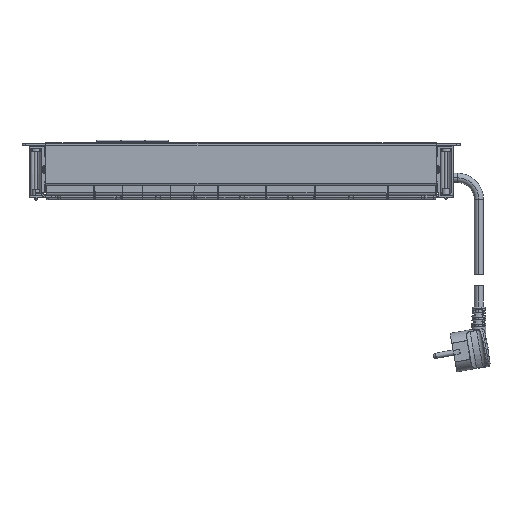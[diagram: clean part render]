
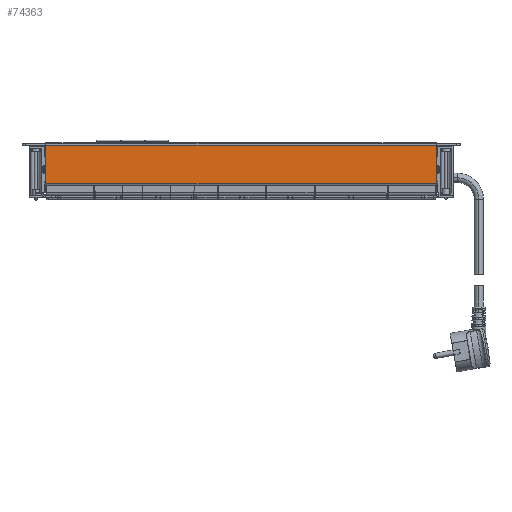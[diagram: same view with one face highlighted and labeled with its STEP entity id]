
A CAD part, front view. The second image highlights one B-rep face of the part: STEP entity #74363.
In plain terms, the highlighted planar face has unit normal (0, -1, 0).
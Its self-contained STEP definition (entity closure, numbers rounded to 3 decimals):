
#74350=AXIS2_PLACEMENT_3D('Plane Axis2P3D',#74347,#74348,#74349) ;
#72603=CARTESIAN_POINT('Vertex',(337.51,-32.498,43.5)) ;
#72606=CARTESIAN_POINT('Line Origine',(337.51,-32.498,22.75)) ;
#72610=CARTESIAN_POINT('Vertex',(337.51,-32.498,7.701)) ;
#72966=CARTESIAN_POINT('Vertex',(-24.49,-32.498,7.701)) ;
#72969=CARTESIAN_POINT('Line Origine',(-24.49,-32.498,22.75)) ;
#72973=CARTESIAN_POINT('Vertex',(-24.49,-32.498,43.5)) ;
#74335=CARTESIAN_POINT('Line Origine',(180.005,-32.498,7.701)) ;
#74347=CARTESIAN_POINT('Axis2P3D Location',(157.21,-32.498,7.701)) ;
#74352=CARTESIAN_POINT('Line Origine',(156.51,-32.498,43.5)) ;
#72607=DIRECTION('Vector Direction',(0.,0.,1.)) ;
#72970=DIRECTION('Vector Direction',(0.,0.,1.)) ;
#74336=DIRECTION('Vector Direction',(1.,0.,0.)) ;
#74348=DIRECTION('Axis2P3D Direction',(0.,1.,-0.)) ;
#74349=DIRECTION('Axis2P3D XDirection',(0.,0.,1.)) ;
#74353=DIRECTION('Vector Direction',(1.,0.,0.)) ;
#72608=VECTOR('Line Direction',#72607,1.) ;
#72971=VECTOR('Line Direction',#72970,1.) ;
#74337=VECTOR('Line Direction',#74336,1.) ;
#74354=VECTOR('Line Direction',#74353,1.) ;
#74358=ORIENTED_EDGE('',*,*,#74356,.F.) ;
#74359=ORIENTED_EDGE('',*,*,#72975,.F.) ;
#74360=ORIENTED_EDGE('',*,*,#74339,.T.) ;
#74361=ORIENTED_EDGE('',*,*,#72612,.T.) ;
#74363=ADVANCED_FACE('MULTI LINK WALL 13 MODULES.1\\D010350.1.1',(#74362),#74351,.F.) ;
#72612=EDGE_CURVE('',#72611,#72604,#72609,.T.) ;
#72975=EDGE_CURVE('',#72967,#72974,#72972,.T.) ;
#74339=EDGE_CURVE('',#72967,#72611,#74338,.T.) ;
#74356=EDGE_CURVE('',#72974,#72604,#74355,.T.) ;
#74357=EDGE_LOOP('',(#74358,#74359,#74360,#74361)) ;
#74362=FACE_OUTER_BOUND('',#74357,.T.) ;
#72609=LINE('Line',#72606,#72608) ;
#72972=LINE('Line',#72969,#72971) ;
#74338=LINE('Line',#74335,#74337) ;
#74355=LINE('Line',#74352,#74354) ;
#74351=PLANE('',#74350) ;
#72604=VERTEX_POINT('',#72603) ;
#72611=VERTEX_POINT('',#72610) ;
#72967=VERTEX_POINT('',#72966) ;
#72974=VERTEX_POINT('',#72973) ;
